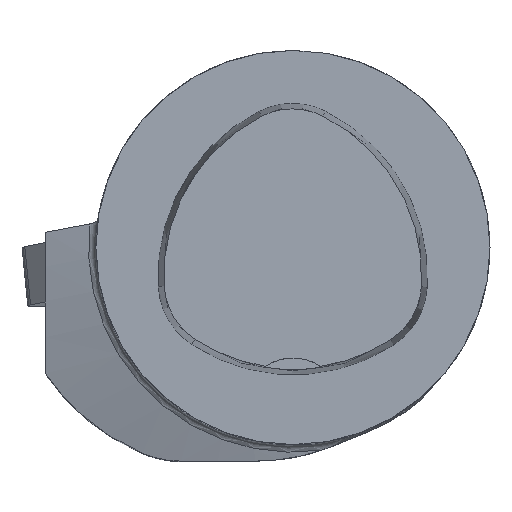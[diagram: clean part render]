
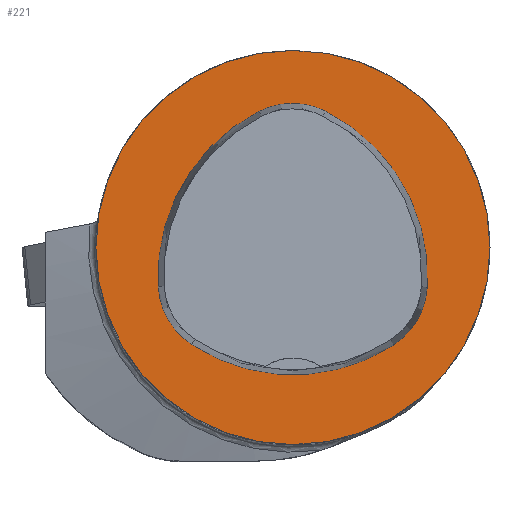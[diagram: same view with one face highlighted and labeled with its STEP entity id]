
A CAD part, top view. The second image highlights one B-rep face of the part: STEP entity #221.
In plain terms, the highlighted planar face has unit normal (0, 0, 1).
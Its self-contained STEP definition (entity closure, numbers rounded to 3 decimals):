
#221=ADVANCED_FACE('',(#438,#439),#264,.T.);
#264=PLANE('',#1239);
#438=FACE_BOUND('',#485,.T.);
#439=FACE_BOUND('',#486,.T.);
#485=EDGE_LOOP('',(#697,#698,#699,#700,#701,#702));
#486=EDGE_LOOP('',(#703));
#697=ORIENTED_EDGE('',*,*,#1016,.T.);
#698=ORIENTED_EDGE('',*,*,#996,.T.);
#699=ORIENTED_EDGE('',*,*,#1000,.T.);
#700=ORIENTED_EDGE('',*,*,#1003,.T.);
#701=ORIENTED_EDGE('',*,*,#1006,.T.);
#702=ORIENTED_EDGE('',*,*,#1014,.T.);
#703=ORIENTED_EDGE('',*,*,#974,.F.);
#862=VERTEX_POINT('',#1852);
#878=VERTEX_POINT('',#1933);
#879=VERTEX_POINT('',#1934);
#882=VERTEX_POINT('',#1942);
#884=VERTEX_POINT('',#1948);
#886=VERTEX_POINT('',#1954);
#893=VERTEX_POINT('',#1975);
#974=EDGE_CURVE('',#862,#862,#1054,.T.);
#996=EDGE_CURVE('',#878,#879,#1057,.T.);
#1000=EDGE_CURVE('',#879,#882,#1059,.T.);
#1003=EDGE_CURVE('',#882,#884,#1061,.T.);
#1006=EDGE_CURVE('',#884,#886,#1063,.T.);
#1014=EDGE_CURVE('',#886,#893,#1067,.T.);
#1016=EDGE_CURVE('',#893,#878,#1069,.T.);
#1054=CIRCLE('',#1202,16.);
#1057=CIRCLE('',#1217,15.);
#1059=CIRCLE('',#1220,6.);
#1061=CIRCLE('',#1223,15.);
#1063=CIRCLE('',#1226,6.);
#1067=CIRCLE('',#1231,15.);
#1069=CIRCLE('',#1234,6.);
#1202=AXIS2_PLACEMENT_3D('',#1851,#1416,#1417);
#1217=AXIS2_PLACEMENT_3D('',#1932,#1452,#1453);
#1220=AXIS2_PLACEMENT_3D('',#1941,#1460,#1461);
#1223=AXIS2_PLACEMENT_3D('',#1947,#1467,#1468);
#1226=AXIS2_PLACEMENT_3D('',#1953,#1474,#1475);
#1231=AXIS2_PLACEMENT_3D('',#1976,#1486,#1487);
#1234=AXIS2_PLACEMENT_3D('',#1979,#1492,#1493);
#1239=AXIS2_PLACEMENT_3D('',#1984,#1502,#1503);
#1416=DIRECTION('',(0.,0.,-1.));
#1417=DIRECTION('',(-1.,0.,0.));
#1452=DIRECTION('',(0.,0.,-1.));
#1453=DIRECTION('',(-1.,0.,0.));
#1460=DIRECTION('',(0.,0.,-1.));
#1461=DIRECTION('',(-1.,0.,0.));
#1467=DIRECTION('',(0.,0.,-1.));
#1468=DIRECTION('',(-1.,0.,0.));
#1474=DIRECTION('',(0.,0.,-1.));
#1475=DIRECTION('',(-1.,0.,0.));
#1486=DIRECTION('',(0.,0.,-1.));
#1487=DIRECTION('',(-1.,0.,0.));
#1492=DIRECTION('',(0.,0.,-1.));
#1493=DIRECTION('',(-1.,0.,0.));
#1502=DIRECTION('',(0.,0.,1.));
#1503=DIRECTION('',(1.,0.,0.));
#1851=CARTESIAN_POINT('',(0.,0.,
0.));
#1852=CARTESIAN_POINT('',(-16.,0.,0.));
#1932=CARTESIAN_POINT('',(4.048,-2.316,0.));
#1933=CARTESIAN_POINT('',(-10.926,-3.206,0.));
#1934=CARTESIAN_POINT('',(-2.774,11.043,0.));
#1941=CARTESIAN_POINT('',(-0.045,5.7,0.));
#1942=CARTESIAN_POINT('',(2.638,11.066,0.));
#1947=CARTESIAN_POINT('',(-4.07,-2.35,0.));
#1948=CARTESIAN_POINT('',(10.903,-3.249,0.));
#1953=CARTESIAN_POINT('',(4.914,-2.889,0.));
#1954=CARTESIAN_POINT('',(8.177,-7.924,0.));
#1975=CARTESIAN_POINT('',(-8.24,-7.859,0.));
#1976=CARTESIAN_POINT('',(0.019,4.663,0.));
#1979=CARTESIAN_POINT('',(-4.936,-2.85,0.));
#1984=CARTESIAN_POINT('',(0.,0.,
0.));
